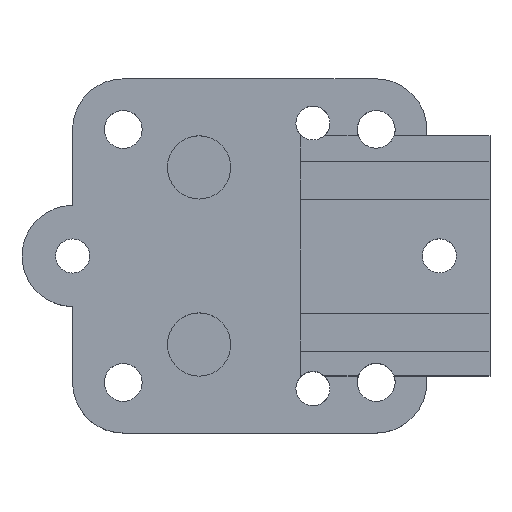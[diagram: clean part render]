
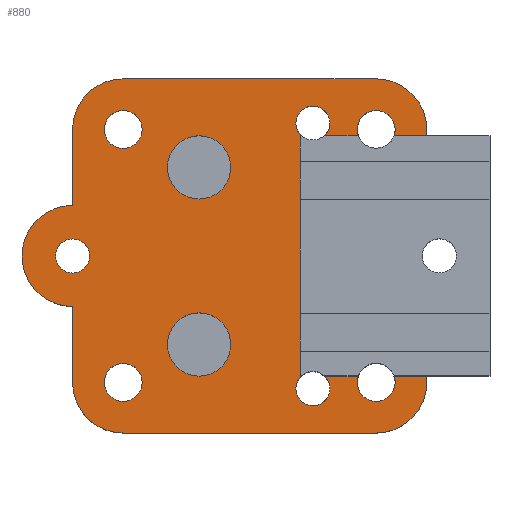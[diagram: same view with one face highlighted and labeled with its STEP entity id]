
A CAD part, top view. The second image highlights one B-rep face of the part: STEP entity #880.
In plain terms, the highlighted planar face has unit normal (0, 0, 1).
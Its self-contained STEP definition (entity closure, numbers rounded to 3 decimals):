
#245 = VERTEX_POINT('',#246);
#246 = CARTESIAN_POINT('',(-20.,42.,4.));
#252 = EDGE_CURVE('',#245,#253,#255,.T.);
#253 = VERTEX_POINT('',#254);
#254 = CARTESIAN_POINT('',(-24.,38.,4.));
#255 = CIRCLE('',#256,4.);
#256 = AXIS2_PLACEMENT_3D('',#257,#258,#259);
#257 = CARTESIAN_POINT('',(-20.,38.,4.));
#258 = DIRECTION('',(0.,0.,1.));
#259 = DIRECTION('',(1.,0.,0.));
#277 = EDGE_CURVE('',#253,#278,#280,.T.);
#278 = VERTEX_POINT('',#279);
#279 = CARTESIAN_POINT('',(-24.,32.,4.));
#280 = LINE('',#281,#282);
#281 = CARTESIAN_POINT('',(-24.,38.,4.));
#282 = VECTOR('',#283,1.);
#283 = DIRECTION('',(0.,-1.,0.));
#301 = EDGE_CURVE('',#278,#302,#304,.T.);
#302 = VERTEX_POINT('',#303);
#303 = CARTESIAN_POINT('',(-24.,24.,4.));
#304 = CIRCLE('',#305,4.);
#305 = AXIS2_PLACEMENT_3D('',#306,#307,#308);
#306 = CARTESIAN_POINT('',(-24.,28.,4.));
#307 = DIRECTION('',(0.,0.,1.));
#308 = DIRECTION('',(1.,0.,0.));
#326 = EDGE_CURVE('',#327,#302,#329,.T.);
#327 = VERTEX_POINT('',#328);
#328 = CARTESIAN_POINT('',(-24.,18.,4.));
#329 = LINE('',#330,#331);
#330 = CARTESIAN_POINT('',(-24.,18.,4.));
#331 = VECTOR('',#332,1.);
#332 = DIRECTION('',(0.,1.,0.));
#350 = EDGE_CURVE('',#327,#351,#353,.T.);
#351 = VERTEX_POINT('',#352);
#352 = CARTESIAN_POINT('',(-20.,14.,4.));
#353 = CIRCLE('',#354,4.);
#354 = AXIS2_PLACEMENT_3D('',#355,#356,#357);
#355 = CARTESIAN_POINT('',(-20.,18.,4.));
#356 = DIRECTION('',(0.,0.,1.));
#357 = DIRECTION('',(1.,0.,0.));
#375 = EDGE_CURVE('',#351,#376,#378,.T.);
#376 = VERTEX_POINT('',#377);
#377 = CARTESIAN_POINT('',(0.,14.,4.));
#378 = LINE('',#379,#380);
#379 = CARTESIAN_POINT('',(-20.,14.,4.));
#380 = VECTOR('',#381,1.);
#381 = DIRECTION('',(1.,0.,0.));
#399 = EDGE_CURVE('',#376,#400,#402,.T.);
#400 = VERTEX_POINT('',#401);
#401 = CARTESIAN_POINT('',(3.969,18.5,4.));
#402 = CIRCLE('',#403,4.);
#403 = AXIS2_PLACEMENT_3D('',#404,#405,#406);
#404 = CARTESIAN_POINT('',(0.,18.,4.));
#405 = DIRECTION('',(0.,0.,1.));
#406 = DIRECTION('',(1.,0.,0.));
#543 = VERTEX_POINT('',#544);
#544 = CARTESIAN_POINT('',(3.969,37.5,4.));
#576 = EDGE_CURVE('',#543,#577,#579,.T.);
#577 = VERTEX_POINT('',#578);
#578 = CARTESIAN_POINT('',(0.,42.,4.));
#579 = CIRCLE('',#580,4.);
#580 = AXIS2_PLACEMENT_3D('',#581,#582,#583);
#581 = CARTESIAN_POINT('',(0.,38.,4.));
#582 = DIRECTION('',(0.,0.,1.));
#583 = DIRECTION('',(1.,0.,0.));
#601 = EDGE_CURVE('',#245,#577,#602,.T.);
#602 = LINE('',#603,#604);
#603 = CARTESIAN_POINT('',(-20.,42.,4.));
#604 = VECTOR('',#605,1.);
#605 = DIRECTION('',(1.,0.,0.));
#618 = VERTEX_POINT('',#619);
#619 = CARTESIAN_POINT('',(1.5,18.,4.));
#625 = EDGE_CURVE('',#626,#618,#628,.T.);
#626 = VERTEX_POINT('',#627);
#627 = CARTESIAN_POINT('',(1.414,18.5,4.));
#628 = CIRCLE('',#629,1.5);
#629 = AXIS2_PLACEMENT_3D('',#630,#631,#632);
#630 = CARTESIAN_POINT('',(0.,18.,4.));
#631 = DIRECTION('',(0.,0.,-1.));
#632 = DIRECTION('',(1.,0.,0.));
#652 = VERTEX_POINT('',#653);
#653 = CARTESIAN_POINT('',(-1.414,18.5,4.));
#659 = EDGE_CURVE('',#618,#652,#660,.T.);
#660 = CIRCLE('',#661,1.5);
#661 = AXIS2_PLACEMENT_3D('',#662,#663,#664);
#662 = CARTESIAN_POINT('',(0.,18.,4.));
#663 = DIRECTION('',(0.,0.,-1.));
#664 = DIRECTION('',(1.,0.,0.));
#677 = VERTEX_POINT('',#678);
#678 = CARTESIAN_POINT('',(-18.5,18.,4.));
#684 = EDGE_CURVE('',#677,#677,#685,.T.);
#685 = CIRCLE('',#686,1.5);
#686 = AXIS2_PLACEMENT_3D('',#687,#688,#689);
#687 = CARTESIAN_POINT('',(-20.,18.,4.));
#688 = DIRECTION('',(0.,0.,-1.));
#689 = DIRECTION('',(1.,0.,0.));
#702 = VERTEX_POINT('',#703);
#703 = CARTESIAN_POINT('',(-18.5,38.,4.));
#709 = EDGE_CURVE('',#702,#702,#710,.T.);
#710 = CIRCLE('',#711,1.5);
#711 = AXIS2_PLACEMENT_3D('',#712,#713,#714);
#712 = CARTESIAN_POINT('',(-20.,38.,4.));
#713 = DIRECTION('',(0.,0.,-1.));
#714 = DIRECTION('',(1.,0.,0.));
#727 = VERTEX_POINT('',#728);
#728 = CARTESIAN_POINT('',(1.5,38.,4.));
#734 = EDGE_CURVE('',#735,#727,#737,.T.);
#735 = VERTEX_POINT('',#736);
#736 = CARTESIAN_POINT('',(-1.414,37.5,4.));
#737 = CIRCLE('',#738,1.5);
#738 = AXIS2_PLACEMENT_3D('',#739,#740,#741);
#739 = CARTESIAN_POINT('',(0.,38.,4.));
#740 = DIRECTION('',(0.,0.,-1.));
#741 = DIRECTION('',(1.,0.,0.));
#761 = VERTEX_POINT('',#762);
#762 = CARTESIAN_POINT('',(1.414,37.5,4.));
#768 = EDGE_CURVE('',#727,#761,#769,.T.);
#769 = CIRCLE('',#770,1.5);
#770 = AXIS2_PLACEMENT_3D('',#771,#772,#773);
#771 = CARTESIAN_POINT('',(0.,38.,4.));
#772 = DIRECTION('',(0.,0.,-1.));
#773 = DIRECTION('',(1.,0.,0.));
#880 = ADVANCED_FACE('',(#881,#982,#993,#1004,#1007,#1010),#1021,.T.);
#881 = FACE_BOUND('',#882,.T.);
#882 = EDGE_LOOP('',(#883,#889,#890,#891,#892,#893,#894,#895,#896,#897,
    #898,#904,#905,#906,#914,#923,#932,#940,#948,#956,#965,#974,#980,
    #981));
#883 = ORIENTED_EDGE('',*,*,#884,.F.);
#884 = EDGE_CURVE('',#543,#761,#885,.T.);
#885 = LINE('',#886,#887);
#886 = CARTESIAN_POINT('',(3.969,37.5,4.));
#887 = VECTOR('',#888,1.);
#888 = DIRECTION('',(-1.,0.,0.));
#889 = ORIENTED_EDGE('',*,*,#576,.T.);
#890 = ORIENTED_EDGE('',*,*,#601,.F.);
#891 = ORIENTED_EDGE('',*,*,#252,.T.);
#892 = ORIENTED_EDGE('',*,*,#277,.T.);
#893 = ORIENTED_EDGE('',*,*,#301,.T.);
#894 = ORIENTED_EDGE('',*,*,#326,.F.);
#895 = ORIENTED_EDGE('',*,*,#350,.T.);
#896 = ORIENTED_EDGE('',*,*,#375,.T.);
#897 = ORIENTED_EDGE('',*,*,#399,.T.);
#898 = ORIENTED_EDGE('',*,*,#899,.F.);
#899 = EDGE_CURVE('',#626,#400,#900,.T.);
#900 = LINE('',#901,#902);
#901 = CARTESIAN_POINT('',(-6.,18.5,4.));
#902 = VECTOR('',#903,1.);
#903 = DIRECTION('',(1.,0.,0.));
#904 = ORIENTED_EDGE('',*,*,#625,.T.);
#905 = ORIENTED_EDGE('',*,*,#659,.T.);
#906 = ORIENTED_EDGE('',*,*,#907,.F.);
#907 = EDGE_CURVE('',#908,#652,#910,.T.);
#908 = VERTEX_POINT('',#909);
#909 = CARTESIAN_POINT('',(-4.093,18.5,4.));
#910 = LINE('',#911,#912);
#911 = CARTESIAN_POINT('',(-6.,18.5,4.));
#912 = VECTOR('',#913,1.);
#913 = DIRECTION('',(1.,0.,0.));
#914 = ORIENTED_EDGE('',*,*,#915,.T.);
#915 = EDGE_CURVE('',#908,#916,#918,.T.);
#916 = VERTEX_POINT('',#917);
#917 = CARTESIAN_POINT('',(-3.65,17.5,4.));
#918 = CIRCLE('',#919,1.35);
#919 = AXIS2_PLACEMENT_3D('',#920,#921,#922);
#920 = CARTESIAN_POINT('',(-5.,17.5,4.));
#921 = DIRECTION('',(0.,0.,-1.));
#922 = DIRECTION('',(1.,0.,0.));
#923 = ORIENTED_EDGE('',*,*,#924,.T.);
#924 = EDGE_CURVE('',#916,#925,#927,.T.);
#925 = VERTEX_POINT('',#926);
#926 = CARTESIAN_POINT('',(-5.907,18.5,4.));
#927 = CIRCLE('',#928,1.35);
#928 = AXIS2_PLACEMENT_3D('',#929,#930,#931);
#929 = CARTESIAN_POINT('',(-5.,17.5,4.));
#930 = DIRECTION('',(0.,0.,-1.));
#931 = DIRECTION('',(1.,0.,0.));
#932 = ORIENTED_EDGE('',*,*,#933,.F.);
#933 = EDGE_CURVE('',#934,#925,#936,.T.);
#934 = VERTEX_POINT('',#935);
#935 = CARTESIAN_POINT('',(-6.,18.5,4.));
#936 = LINE('',#937,#938);
#937 = CARTESIAN_POINT('',(-6.,18.5,4.));
#938 = VECTOR('',#939,1.);
#939 = DIRECTION('',(1.,0.,0.));
#940 = ORIENTED_EDGE('',*,*,#941,.F.);
#941 = EDGE_CURVE('',#942,#934,#944,.T.);
#942 = VERTEX_POINT('',#943);
#943 = CARTESIAN_POINT('',(-6.,37.5,4.));
#944 = LINE('',#945,#946);
#945 = CARTESIAN_POINT('',(-6.,37.5,4.));
#946 = VECTOR('',#947,1.);
#947 = DIRECTION('',(0.,-1.,0.));
#948 = ORIENTED_EDGE('',*,*,#949,.F.);
#949 = EDGE_CURVE('',#950,#942,#952,.T.);
#950 = VERTEX_POINT('',#951);
#951 = CARTESIAN_POINT('',(-5.907,37.5,4.));
#952 = LINE('',#953,#954);
#953 = CARTESIAN_POINT('',(3.969,37.5,4.));
#954 = VECTOR('',#955,1.);
#955 = DIRECTION('',(-1.,0.,0.));
#956 = ORIENTED_EDGE('',*,*,#957,.T.);
#957 = EDGE_CURVE('',#950,#958,#960,.T.);
#958 = VERTEX_POINT('',#959);
#959 = CARTESIAN_POINT('',(-3.65,38.5,4.));
#960 = CIRCLE('',#961,1.35);
#961 = AXIS2_PLACEMENT_3D('',#962,#963,#964);
#962 = CARTESIAN_POINT('',(-5.,38.5,4.));
#963 = DIRECTION('',(0.,0.,-1.));
#964 = DIRECTION('',(1.,0.,0.));
#965 = ORIENTED_EDGE('',*,*,#966,.T.);
#966 = EDGE_CURVE('',#958,#967,#969,.T.);
#967 = VERTEX_POINT('',#968);
#968 = CARTESIAN_POINT('',(-4.093,37.5,4.));
#969 = CIRCLE('',#970,1.35);
#970 = AXIS2_PLACEMENT_3D('',#971,#972,#973);
#971 = CARTESIAN_POINT('',(-5.,38.5,4.));
#972 = DIRECTION('',(0.,0.,-1.));
#973 = DIRECTION('',(1.,0.,0.));
#974 = ORIENTED_EDGE('',*,*,#975,.F.);
#975 = EDGE_CURVE('',#735,#967,#976,.T.);
#976 = LINE('',#977,#978);
#977 = CARTESIAN_POINT('',(3.969,37.5,4.));
#978 = VECTOR('',#979,1.);
#979 = DIRECTION('',(-1.,0.,0.));
#980 = ORIENTED_EDGE('',*,*,#734,.T.);
#981 = ORIENTED_EDGE('',*,*,#768,.T.);
#982 = FACE_BOUND('',#983,.T.);
#983 = EDGE_LOOP('',(#984));
#984 = ORIENTED_EDGE('',*,*,#985,.F.);
#985 = EDGE_CURVE('',#986,#986,#988,.T.);
#986 = VERTEX_POINT('',#987);
#987 = CARTESIAN_POINT('',(-11.5,21.,4.));
#988 = CIRCLE('',#989,2.5);
#989 = AXIS2_PLACEMENT_3D('',#990,#991,#992);
#990 = CARTESIAN_POINT('',(-14.,21.,4.));
#991 = DIRECTION('',(0.,0.,1.));
#992 = DIRECTION('',(1.,0.,0.));
#993 = FACE_BOUND('',#994,.T.);
#994 = EDGE_LOOP('',(#995));
#995 = ORIENTED_EDGE('',*,*,#996,.F.);
#996 = EDGE_CURVE('',#997,#997,#999,.T.);
#997 = VERTEX_POINT('',#998);
#998 = CARTESIAN_POINT('',(-11.5,35.,4.));
#999 = CIRCLE('',#1000,2.5);
#1000 = AXIS2_PLACEMENT_3D('',#1001,#1002,#1003);
#1001 = CARTESIAN_POINT('',(-14.,35.,4.));
#1002 = DIRECTION('',(0.,0.,1.));
#1003 = DIRECTION('',(1.,0.,0.));
#1004 = FACE_BOUND('',#1005,.T.);
#1005 = EDGE_LOOP('',(#1006));
#1006 = ORIENTED_EDGE('',*,*,#684,.T.);
#1007 = FACE_BOUND('',#1008,.T.);
#1008 = EDGE_LOOP('',(#1009));
#1009 = ORIENTED_EDGE('',*,*,#709,.T.);
#1010 = FACE_BOUND('',#1011,.T.);
#1011 = EDGE_LOOP('',(#1012));
#1012 = ORIENTED_EDGE('',*,*,#1013,.T.);
#1013 = EDGE_CURVE('',#1014,#1014,#1016,.T.);
#1014 = VERTEX_POINT('',#1015);
#1015 = CARTESIAN_POINT('',(-22.65,28.,4.));
#1016 = CIRCLE('',#1017,1.35);
#1017 = AXIS2_PLACEMENT_3D('',#1018,#1019,#1020);
#1018 = CARTESIAN_POINT('',(-24.,28.,4.));
#1019 = DIRECTION('',(0.,0.,-1.));
#1020 = DIRECTION('',(1.,0.,0.));
#1021 = PLANE('',#1022);
#1022 = AXIS2_PLACEMENT_3D('',#1023,#1024,#1025);
#1023 = CARTESIAN_POINT('',(-10.74,28.,4.));
#1024 = DIRECTION('',(0.,0.,1.));
#1025 = DIRECTION('',(0.,1.,0.));
